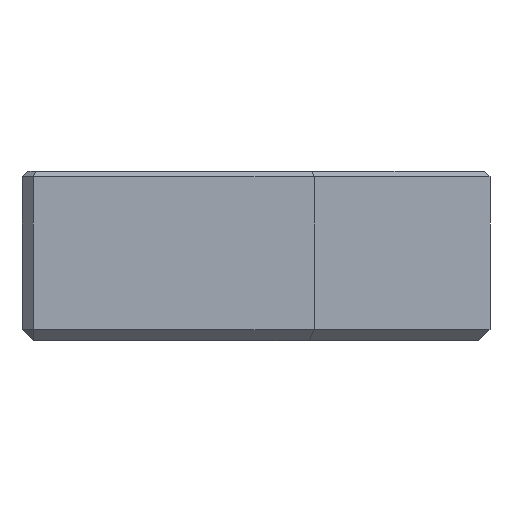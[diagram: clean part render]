
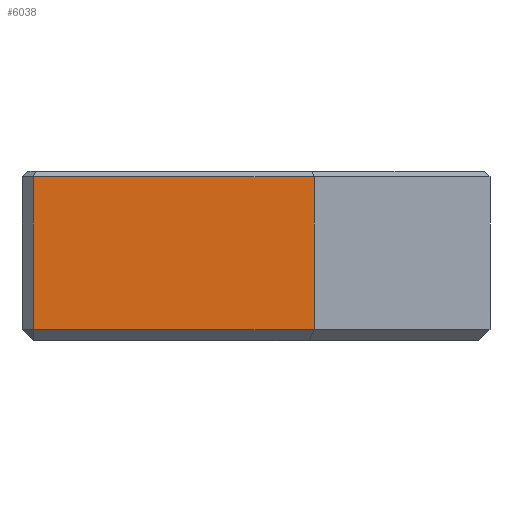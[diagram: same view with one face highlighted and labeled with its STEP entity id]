
A CAD part, left-side view. The second image highlights one B-rep face of the part: STEP entity #6038.
In plain terms, the highlighted planar face has unit normal (-1, 0, 0).
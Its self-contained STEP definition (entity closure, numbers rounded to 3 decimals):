
#1177 = PLANE('',#1178);
#1178 = AXIS2_PLACEMENT_3D('',#1179,#1180,#1181);
#1179 = CARTESIAN_POINT('',(-25.55,10.305,13.25));
#1180 = DIRECTION('',(-0.707,0.,0.707));
#1181 = DIRECTION('',(0.,1.,0.));
#3261 = VERTEX_POINT('',#3262);
#3262 = CARTESIAN_POINT('',(-25.8,-14.672,13.));
#3297 = PLANE('',#3298);
#3298 = AXIS2_PLACEMENT_3D('',#3299,#3300,#3301);
#3299 = CARTESIAN_POINT('',(-16.87,-22.486,5.95));
#3300 = DIRECTION('',(-0.659,-0.753,-0.));
#3301 = DIRECTION('',(-0.753,0.659,0.));
#3313 = VERTEX_POINT('',#3314);
#3314 = CARTESIAN_POINT('',(-25.8,10.305,13.));
#3337 = EDGE_CURVE('',#3313,#3261,#3338,.T.);
#3338 = SURFACE_CURVE('',#3339,(#3343,#3350),.PCURVE_S1.);
#3339 = LINE('',#3340,#3341);
#3340 = CARTESIAN_POINT('',(-25.8,10.305,13.));
#3341 = VECTOR('',#3342,1.);
#3342 = DIRECTION('',(0.,-1.,0.));
#3343 = PCURVE('',#1177,#3344);
#3344 = DEFINITIONAL_REPRESENTATION('',(#3345),#3349);
#3345 = LINE('',#3346,#3347);
#3346 = CARTESIAN_POINT('',(0.,0.354));
#3347 = VECTOR('',#3348,1.);
#3348 = DIRECTION('',(-1.,0.));
#3349 = ( GEOMETRIC_REPRESENTATION_CONTEXT(2) 
PARAMETRIC_REPRESENTATION_CONTEXT() REPRESENTATION_CONTEXT('2D SPACE',''
  ) );
#3350 = PCURVE('',#3351,#3356);
#3351 = PLANE('',#3352);
#3352 = AXIS2_PLACEMENT_3D('',#3353,#3354,#3355);
#3353 = CARTESIAN_POINT('',(-25.8,-1.684,5.95));
#3354 = DIRECTION('',(-1.,-0.,-0.));
#3355 = DIRECTION('',(0.,0.,-1.));
#3356 = DEFINITIONAL_REPRESENTATION('',(#3357),#3361);
#3357 = LINE('',#3358,#3359);
#3358 = CARTESIAN_POINT('',(-7.05,-11.988));
#3359 = VECTOR('',#3360,1.);
#3360 = DIRECTION('',(0.,1.));
#3361 = ( GEOMETRIC_REPRESENTATION_CONTEXT(2) 
PARAMETRIC_REPRESENTATION_CONTEXT() REPRESENTATION_CONTEXT('2D SPACE',''
  ) );
#3527 = PLANE('',#3528);
#3528 = AXIS2_PLACEMENT_3D('',#3529,#3530,#3531);
#3529 = CARTESIAN_POINT('',(-25.3,10.805,13.5));
#3530 = DIRECTION('',(-0.707,0.707,0.));
#3531 = DIRECTION('',(0.,0.,-1.));
#5988 = EDGE_CURVE('',#3261,#5989,#5991,.T.);
#5989 = VERTEX_POINT('',#5990);
#5990 = CARTESIAN_POINT('',(-25.8,-14.672,-0.6));
#5991 = SURFACE_CURVE('',#5992,(#5996,#6003),.PCURVE_S1.);
#5992 = LINE('',#5993,#5994);
#5993 = CARTESIAN_POINT('',(-25.8,-14.672,0.));
#5994 = VECTOR('',#5995,1.);
#5995 = DIRECTION('',(-0.,-0.,-1.));
#5996 = PCURVE('',#3297,#5997);
#5997 = DEFINITIONAL_REPRESENTATION('',(#5998),#6002);
#5998 = LINE('',#5999,#6000);
#5999 = CARTESIAN_POINT('',(11.866,5.95));
#6000 = VECTOR('',#6001,1.);
#6001 = DIRECTION('',(0.,1.));
#6002 = ( GEOMETRIC_REPRESENTATION_CONTEXT(2) 
PARAMETRIC_REPRESENTATION_CONTEXT() REPRESENTATION_CONTEXT('2D SPACE',''
  ) );
#6003 = PCURVE('',#3351,#6004);
#6004 = DEFINITIONAL_REPRESENTATION('',(#6005),#6009);
#6005 = LINE('',#6006,#6007);
#6006 = CARTESIAN_POINT('',(5.95,12.988));
#6007 = VECTOR('',#6008,1.);
#6008 = DIRECTION('',(1.,0.));
#6009 = ( GEOMETRIC_REPRESENTATION_CONTEXT(2) 
PARAMETRIC_REPRESENTATION_CONTEXT() REPRESENTATION_CONTEXT('2D SPACE',''
  ) );
#6038 = ADVANCED_FACE('',(#6039),#3351,.T.);
#6039 = FACE_BOUND('',#6040,.T.);
#6040 = EDGE_LOOP('',(#6041,#6042,#6043,#6066));
#6041 = ORIENTED_EDGE('',*,*,#5988,.F.);
#6042 = ORIENTED_EDGE('',*,*,#3337,.F.);
#6043 = ORIENTED_EDGE('',*,*,#6044,.T.);
#6044 = EDGE_CURVE('',#3313,#6045,#6047,.T.);
#6045 = VERTEX_POINT('',#6046);
#6046 = CARTESIAN_POINT('',(-25.8,10.305,-0.6));
#6047 = SURFACE_CURVE('',#6048,(#6052,#6059),.PCURVE_S1.);
#6048 = LINE('',#6049,#6050);
#6049 = CARTESIAN_POINT('',(-25.8,10.305,13.5));
#6050 = VECTOR('',#6051,1.);
#6051 = DIRECTION('',(-0.,-0.,-1.));
#6052 = PCURVE('',#3351,#6053);
#6053 = DEFINITIONAL_REPRESENTATION('',(#6054),#6058);
#6054 = LINE('',#6055,#6056);
#6055 = CARTESIAN_POINT('',(-7.55,-11.988));
#6056 = VECTOR('',#6057,1.);
#6057 = DIRECTION('',(1.,0.));
#6058 = ( GEOMETRIC_REPRESENTATION_CONTEXT(2) 
PARAMETRIC_REPRESENTATION_CONTEXT() REPRESENTATION_CONTEXT('2D SPACE',''
  ) );
#6059 = PCURVE('',#3527,#6060);
#6060 = DEFINITIONAL_REPRESENTATION('',(#6061),#6065);
#6061 = LINE('',#6062,#6063);
#6062 = CARTESIAN_POINT('',(-0.,0.707));
#6063 = VECTOR('',#6064,1.);
#6064 = DIRECTION('',(1.,0.));
#6065 = ( GEOMETRIC_REPRESENTATION_CONTEXT(2) 
PARAMETRIC_REPRESENTATION_CONTEXT() REPRESENTATION_CONTEXT('2D SPACE',''
  ) );
#6066 = ORIENTED_EDGE('',*,*,#6067,.T.);
#6067 = EDGE_CURVE('',#6045,#5989,#6068,.T.);
#6068 = SURFACE_CURVE('',#6069,(#6073,#6080),.PCURVE_S1.);
#6069 = LINE('',#6070,#6071);
#6070 = CARTESIAN_POINT('',(-25.8,11.305,-0.6));
#6071 = VECTOR('',#6072,1.);
#6072 = DIRECTION('',(0.,-1.,0.));
#6073 = PCURVE('',#3351,#6074);
#6074 = DEFINITIONAL_REPRESENTATION('',(#6075),#6079);
#6075 = LINE('',#6076,#6077);
#6076 = CARTESIAN_POINT('',(6.55,-12.988));
#6077 = VECTOR('',#6078,1.);
#6078 = DIRECTION('',(0.,1.));
#6079 = ( GEOMETRIC_REPRESENTATION_CONTEXT(2) 
PARAMETRIC_REPRESENTATION_CONTEXT() REPRESENTATION_CONTEXT('2D SPACE',''
  ) );
#6080 = PCURVE('',#6081,#6086);
#6081 = PLANE('',#6082);
#6082 = AXIS2_PLACEMENT_3D('',#6083,#6084,#6085);
#6083 = CARTESIAN_POINT('',(-25.3,11.305,-1.1));
#6084 = DIRECTION('',(-0.707,0.,-0.707));
#6085 = DIRECTION('',(0.,1.,0.));
#6086 = DEFINITIONAL_REPRESENTATION('',(#6087),#6091);
#6087 = LINE('',#6088,#6089);
#6088 = CARTESIAN_POINT('',(-0.,-0.707));
#6089 = VECTOR('',#6090,1.);
#6090 = DIRECTION('',(-1.,0.));
#6091 = ( GEOMETRIC_REPRESENTATION_CONTEXT(2) 
PARAMETRIC_REPRESENTATION_CONTEXT() REPRESENTATION_CONTEXT('2D SPACE',''
  ) );
